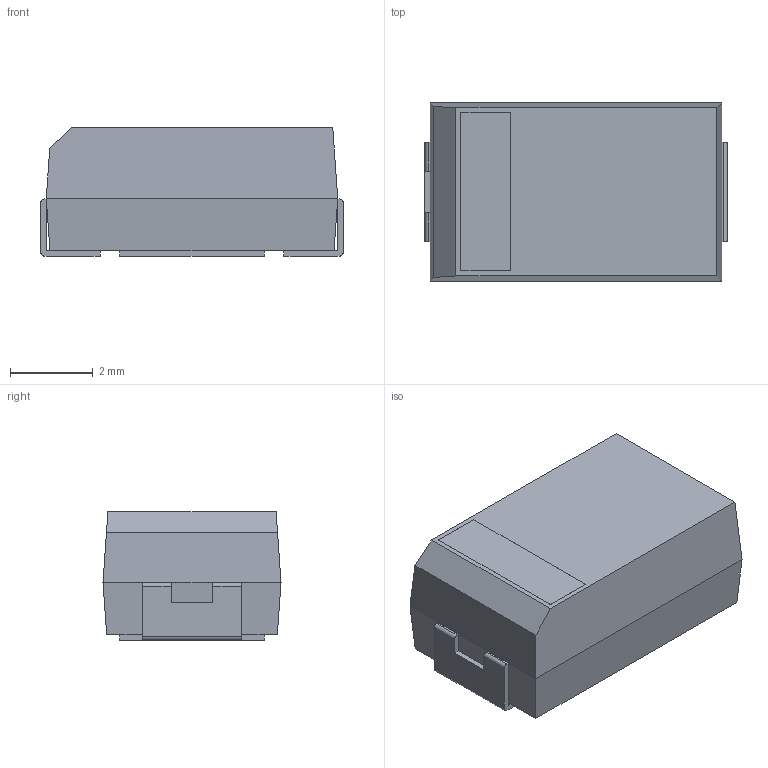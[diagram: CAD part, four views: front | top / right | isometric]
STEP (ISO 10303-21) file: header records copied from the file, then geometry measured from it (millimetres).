
FILE_DESCRIPTION(/* description */ ('model of CP_Tantalum_Case-D_EIA-7343-31'),/* implementation_level */ '2;1');
FILE_NAME(/* name */ 'CP_Tantalum_Case-D_EIA-7343-31.step',/* time_stamp */ '2017-06-13T12:23:38',/* author */ ('kicad StepUp','ksu'),/* organization */ ('FreeCAD'),/* preprocessor_version */ 'OCC',/* originating_system */ 'kicad StepUp',/* authorisation */ '');
FILE_SCHEMA(('AUTOMOTIVE_DESIGN_CC2 { 1 2 10303 214 -1 1 5 4 }'));
Length unit declared in the file: millimetre
Products named in the file (1): CP_Tantalum_Case_D_EIA_7343_31
Bounding box: 7.3 x 4.3 x 3.1 mm (x, y, z)
Volume: 89 mm3; surface area: 138.2 mm2
Topology: 1 solids, 1 shells, 46 faces, 126 edges, 84 vertices
Faces by surface type: plane 32, bspline 9, cylinder 5
Entity records: 2860 total; most frequent: CARTESIAN_POINT 1420, ORIENTED_EDGE 252, DIRECTION 186, EDGE_CURVE 126, LINE 90, VECTOR 90, VERTEX_POINT 84, AXIS2_PLACEMENT_3D 48
